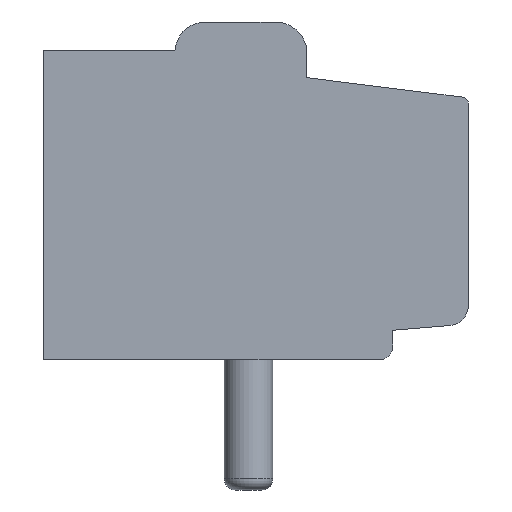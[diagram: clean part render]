
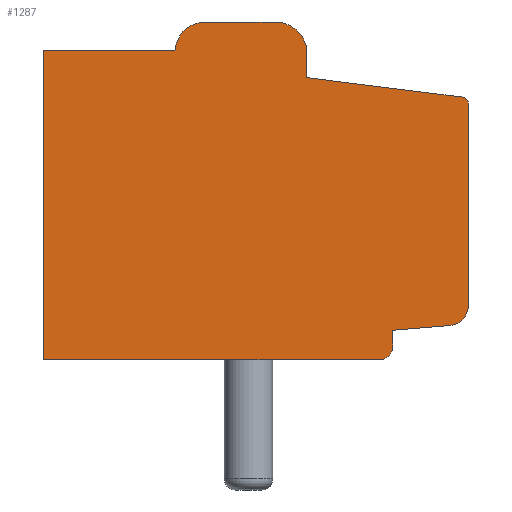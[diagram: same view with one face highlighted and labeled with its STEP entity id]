
A CAD part, left-side view. The second image highlights one B-rep face of the part: STEP entity #1287.
In plain terms, the highlighted planar face has unit normal (-1, 0, 0).
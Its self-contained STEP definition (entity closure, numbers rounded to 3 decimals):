
#34=CIRCLE('',#1356,0.864);
#36=CIRCLE('',#1361,0.823);
#50=CIRCLE('',#1389,0.333);
#52=CIRCLE('',#1394,0.545);
#54=CIRCLE('',#1398,0.194);
#133=FACE_OUTER_BOUND('',#205,.T.);
#205=EDGE_LOOP('',(#1109,#1110,#1111,#1112,#1113,#1114,#1115,#1116,#1117,
#1118,#1119,#1120,#1121,#1122));
#307=LINE('',#1979,#449);
#312=LINE('',#1989,#454);
#325=LINE('',#2021,#467);
#331=LINE('',#2060,#473);
#332=LINE('',#2063,#474);
#336=LINE('',#2075,#478);
#339=LINE('',#2081,#481);
#343=LINE('',#2093,#485);
#347=LINE('',#2104,#489);
#449=VECTOR('',#1603,10.);
#454=VECTOR('',#1610,10.);
#467=VECTOR('',#1649,10.);
#473=VECTOR('',#1697,10.);
#474=VECTOR('',#1700,10.);
#478=VECTOR('',#1712,10.);
#481=VECTOR('',#1717,10.);
#485=VECTOR('',#1729,10.);
#489=VECTOR('',#1741,10.);
#571=VERTEX_POINT('',#1976);
#572=VERTEX_POINT('',#1978);
#575=VERTEX_POINT('',#1986);
#576=VERTEX_POINT('',#1988);
#579=VERTEX_POINT('',#2001);
#581=VERTEX_POINT('',#2011);
#594=VERTEX_POINT('',#2058);
#595=VERTEX_POINT('',#2062);
#597=VERTEX_POINT('',#2068);
#599=VERTEX_POINT('',#2074);
#601=VERTEX_POINT('',#2080);
#603=VERTEX_POINT('',#2086);
#605=VERTEX_POINT('',#2092);
#607=VERTEX_POINT('',#2098);
#721=EDGE_CURVE('',#571,#572,#307,.T.);
#726=EDGE_CURVE('',#575,#576,#312,.T.);
#734=EDGE_CURVE('',#571,#579,#34,.T.);
#738=EDGE_CURVE('',#581,#576,#36,.T.);
#743=EDGE_CURVE('',#581,#579,#325,.T.);
#761=EDGE_CURVE('',#594,#575,#331,.T.);
#762=EDGE_CURVE('',#594,#595,#332,.T.);
#765=EDGE_CURVE('',#595,#597,#50,.T.);
#768=EDGE_CURVE('',#599,#597,#336,.T.);
#771=EDGE_CURVE('',#599,#601,#339,.T.);
#774=EDGE_CURVE('',#601,#603,#52,.T.);
#777=EDGE_CURVE('',#605,#603,#343,.T.);
#780=EDGE_CURVE('',#605,#607,#54,.T.);
#783=EDGE_CURVE('',#572,#607,#347,.T.);
#1109=ORIENTED_EDGE('',*,*,#734,.T.);
#1110=ORIENTED_EDGE('',*,*,#743,.F.);
#1111=ORIENTED_EDGE('',*,*,#738,.T.);
#1112=ORIENTED_EDGE('',*,*,#726,.F.);
#1113=ORIENTED_EDGE('',*,*,#761,.F.);
#1114=ORIENTED_EDGE('',*,*,#762,.T.);
#1115=ORIENTED_EDGE('',*,*,#765,.T.);
#1116=ORIENTED_EDGE('',*,*,#768,.F.);
#1117=ORIENTED_EDGE('',*,*,#771,.T.);
#1118=ORIENTED_EDGE('',*,*,#774,.T.);
#1119=ORIENTED_EDGE('',*,*,#777,.F.);
#1120=ORIENTED_EDGE('',*,*,#780,.T.);
#1121=ORIENTED_EDGE('',*,*,#783,.F.);
#1122=ORIENTED_EDGE('',*,*,#721,.F.);
#1186=PLANE('',#1401);
#1287=ADVANCED_FACE('',(#133),#1186,.T.);
#1356=AXIS2_PLACEMENT_3D('',#2003,#1624,#1625);
#1361=AXIS2_PLACEMENT_3D('',#2012,#1636,#1637);
#1389=AXIS2_PLACEMENT_3D('',#2069,#1705,#1706);
#1394=AXIS2_PLACEMENT_3D('',#2087,#1722,#1723);
#1398=AXIS2_PLACEMENT_3D('',#2099,#1734,#1735);
#1401=AXIS2_PLACEMENT_3D('',#2106,#1743,#1744);
#1603=DIRECTION('',(0.,0.,-1.));
#1610=DIRECTION('',(0.,-1.,0.));
#1624=DIRECTION('center_axis',(-1.,0.,0.));
#1625=DIRECTION('ref_axis',(0.,-0.969,0.246));
#1636=DIRECTION('center_axis',(-1.,0.,0.));
#1637=DIRECTION('ref_axis',(0.,0.,1.));
#1649=DIRECTION('',(0.,-1.,0.));
#1697=DIRECTION('',(0.,0.,1.));
#1700=DIRECTION('',(0.,-1.,0.));
#1705=DIRECTION('center_axis',(-1.,0.,0.));
#1706=DIRECTION('ref_axis',(0.,0.,-1.));
#1712=DIRECTION('',(0.,0.,-1.));
#1717=DIRECTION('',(0.,-0.997,0.084));
#1722=DIRECTION('center_axis',(-1.,0.,0.));
#1723=DIRECTION('ref_axis',(0.,-0.084,-0.997));
#1729=DIRECTION('',(0.,0.,-1.));
#1734=DIRECTION('center_axis',(-1.,0.,0.));
#1735=DIRECTION('ref_axis',(0.,-1.,0.));
#1741=DIRECTION('',(0.,-0.992,-0.124));
#1743=DIRECTION('center_axis',(-1.,0.,0.));
#1744=DIRECTION('ref_axis',(0.,1.,0.));
#1976=CARTESIAN_POINT('',(-5.,-1.551,8.406));
#1978=CARTESIAN_POINT('',(-5.,-1.551,7.565));
#1979=CARTESIAN_POINT('',(-5.,-1.551,8.406));
#1986=CARTESIAN_POINT('',(-5.,5.5,8.3));
#1988=CARTESIAN_POINT('',(-5.,1.974,8.3));
#1989=CARTESIAN_POINT('',(-5.,5.5,8.3));
#2001=CARTESIAN_POINT('',(-5.,-0.713,9.058));
#2003=CARTESIAN_POINT('Origin',(-5.,-0.713,8.193));
#2011=CARTESIAN_POINT('',(-5.,1.154,9.058));
#2012=CARTESIAN_POINT('Origin',(-5.,1.154,8.235));
#2021=CARTESIAN_POINT('',(-5.,1.154,9.058));
#2058=CARTESIAN_POINT('',(-5.,5.5,0.));
#2060=CARTESIAN_POINT('',(-5.,5.5,0.));
#2062=CARTESIAN_POINT('',(-5.,-3.534,0.));
#2063=CARTESIAN_POINT('',(-5.,5.5,0.));
#2068=CARTESIAN_POINT('',(-5.,-3.867,0.333));
#2069=CARTESIAN_POINT('Origin',(-5.,-3.534,0.333));
#2074=CARTESIAN_POINT('',(-5.,-3.867,0.785));
#2075=CARTESIAN_POINT('',(-5.,-3.867,0.785));
#2080=CARTESIAN_POINT('',(-5.,-5.401,0.913));
#2081=CARTESIAN_POINT('',(-5.,-3.867,0.785));
#2086=CARTESIAN_POINT('',(-5.,-5.9,1.456));
#2087=CARTESIAN_POINT('Origin',(-5.,-5.355,1.456));
#2092=CARTESIAN_POINT('',(-5.,-5.9,6.85));
#2093=CARTESIAN_POINT('',(-5.,-5.9,6.85));
#2098=CARTESIAN_POINT('',(-5.,-5.73,7.043));
#2099=CARTESIAN_POINT('Origin',(-5.,-5.706,6.85));
#2104=CARTESIAN_POINT('',(-5.,-1.551,7.565));
#2106=CARTESIAN_POINT('Origin',(-5.,-0.2,4.529));
